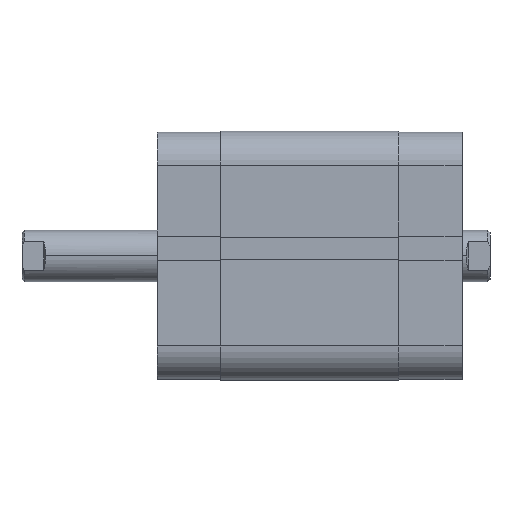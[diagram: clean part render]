
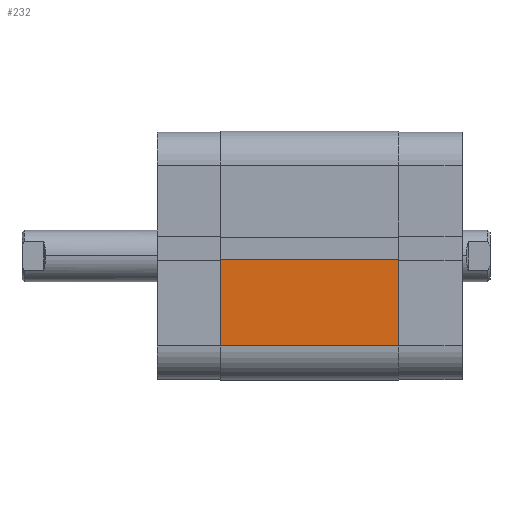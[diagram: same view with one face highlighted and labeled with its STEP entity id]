
A CAD part, top view. The second image highlights one B-rep face of the part: STEP entity #232.
In plain terms, the highlighted face is planar.
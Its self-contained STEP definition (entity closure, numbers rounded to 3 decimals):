
#232 = ADVANCED_FACE ( 'NONE', ( #1044 ), #3366, .T. ) ;
#387 = ORIENTED_EDGE ( 'NONE', *, *, #2104, .T. ) ;
#391 = ORIENTED_EDGE ( 'NONE', *, *, #2107, .F. ) ;
#393 = ORIENTED_EDGE ( 'NONE', *, *, #2100, .T. ) ;
#471 = ORIENTED_EDGE ( 'NONE', *, *, #2108, .F. ) ;
#1044 = FACE_OUTER_BOUND ( 'NONE', #1574, .T. ) ;
#1062 = VECTOR ( 'NONE', #3601, 1000. ) ;
#1068 = LINE ( 'NONE', #3600, #1062 ) ;
#1071 = LINE ( 'NONE', #3592, #1072 ) ;
#1072 = VECTOR ( 'NONE', #3593, 1000. ) ;
#1074 = LINE ( 'NONE', #3606, #1086 ) ;
#1078 = LINE ( 'NONE', #3591, #1084 ) ;
#1084 = VECTOR ( 'NONE', #3608, 1000. ) ;
#1086 = VECTOR ( 'NONE', #3610, 1000. ) ;
#1364 = VERTEX_POINT ( 'NONE', #3456 ) ;
#1372 = VERTEX_POINT ( 'NONE', #3464 ) ;
#1382 = VERTEX_POINT ( 'NONE', #3474 ) ;
#1574 = EDGE_LOOP ( 'NONE', ( #471, #391, #393, #387 ) ) ;
#1966 = VERTEX_POINT ( 'NONE', #3560 ) ;
#2100 = EDGE_CURVE ( 'NONE', #1364, #1966, #1071, .T. ) ;
#2104 = EDGE_CURVE ( 'NONE', #1966, #1382, #1068, .T. ) ;
#2107 = EDGE_CURVE ( 'NONE', #1364, #1372, #1078, .T. ) ;
#2108 = EDGE_CURVE ( 'NONE', #1372, #1382, #1074, .T. ) ;
#2820 = AXIS2_PLACEMENT_3D ( 'NONE', #3369, #3374, #3375 ) ;
#3366 = PLANE ( 'NONE',  #2820 ) ;
#3369 = CARTESIAN_POINT ( 'NONE',  ( 29., -63.941, 41.5 ) ) ;
#3374 = DIRECTION ( 'NONE',  ( 1., 0., 0. ) ) ;
#3375 = DIRECTION ( 'NONE',  ( 0., 1., 0. ) ) ;
#3456 = CARTESIAN_POINT ( 'NONE',  ( 29., 21., 41.5 ) ) ;
#3464 = CARTESIAN_POINT ( 'NONE',  ( 29., 21., 0. ) ) ;
#3474 = CARTESIAN_POINT ( 'NONE',  ( 29., 0.85, 0. ) ) ;
#3560 = CARTESIAN_POINT ( 'NONE',  ( 29., 0.85, 41.5 ) ) ;
#3591 = CARTESIAN_POINT ( 'NONE',  ( 29., 21., 41.5 ) ) ;
#3592 = CARTESIAN_POINT ( 'NONE',  ( 29., -63.941, 41.5 ) ) ;
#3593 = DIRECTION ( 'NONE',  ( 0., -1., 0. ) ) ;
#3600 = CARTESIAN_POINT ( 'NONE',  ( 29., 0.85, 41.5 ) ) ;
#3601 = DIRECTION ( 'NONE',  ( 0., 0., -1. ) ) ;
#3606 = CARTESIAN_POINT ( 'NONE',  ( 29., -63.941, 0. ) ) ;
#3608 = DIRECTION ( 'NONE',  ( 0., 0., -1. ) ) ;
#3610 = DIRECTION ( 'NONE',  ( 0., -1., 0. ) ) ;
